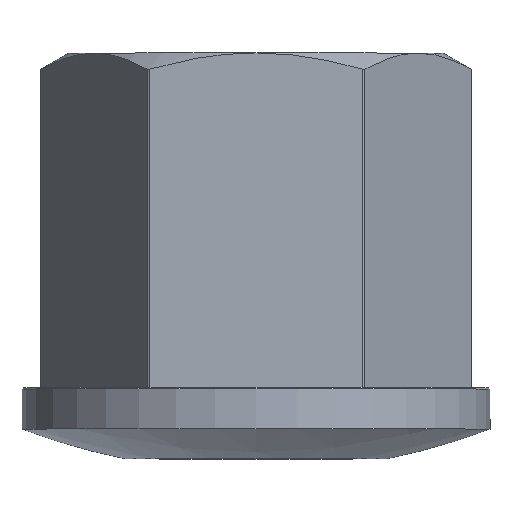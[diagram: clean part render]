
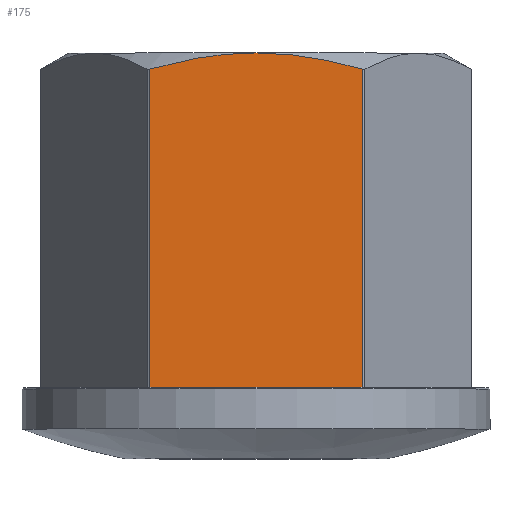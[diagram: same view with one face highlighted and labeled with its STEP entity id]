
A CAD part, top view. The second image highlights one B-rep face of the part: STEP entity #175.
In plain terms, the highlighted planar face has unit normal (0, 0, 1).
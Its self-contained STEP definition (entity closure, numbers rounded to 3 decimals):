
#84 = ORIENTED_EDGE ( 'NONE', *, *, #196, .F. ) ;
#87 = EDGE_CURVE ( 'NONE', #128, #183, #483, .T. ) ;
#92 = ORIENTED_EDGE ( 'NONE', *, *, #277, .F. ) ;
#117 = ORIENTED_EDGE ( 'NONE', *, *, #151, .F. ) ;
#128 = VERTEX_POINT ( 'NONE', #1106 ) ;
#148 = VERTEX_POINT ( 'NONE', #1060 ) ;
#151 = EDGE_CURVE ( 'NONE', #166, #148, #1133, .T. ) ;
#166 = VERTEX_POINT ( 'NONE', #1134 ) ;
#171 = EDGE_LOOP ( 'NONE', ( #92, #174, #84, #117, #237 ) ) ;
#174 = ORIENTED_EDGE ( 'NONE', *, *, #87, .T. ) ;
#175 = ADVANCED_FACE ( 'NONE', ( #984 ), #1046, .T. ) ;
#183 = VERTEX_POINT ( 'NONE', #986 ) ;
#196 = EDGE_CURVE ( 'NONE', #148, #183, #1165, .T. ) ;
#237 = ORIENTED_EDGE ( 'NONE', *, *, #238, .F. ) ;
#238 = EDGE_CURVE ( 'NONE', #250, #166, #659, .T. ) ;
#250 = VERTEX_POINT ( 'NONE', #669 ) ;
#277 = EDGE_CURVE ( 'NONE', #128, #250, #605, .T. ) ;
#480 = DIRECTION ( 'NONE',  ( 1., 0., 0. ) ) ;
#481 = VECTOR ( 'NONE', #480, 1000. ) ;
#482 = CARTESIAN_POINT ( 'NONE',  ( -10.392, 6.853, 18. ) ) ;
#483 = LINE ( 'NONE', #482, #481 ) ;
#577 = DIRECTION ( 'NONE',  ( 0., 1., 0. ) ) ;
#578 = VECTOR ( 'NONE', #577, 1000. ) ;
#579 = CARTESIAN_POINT ( 'NONE',  ( -10.222, 0., 18. ) ) ;
#605 = LINE ( 'NONE', #579, #578 ) ;
#652 = CARTESIAN_POINT ( 'NONE',  ( -3.442, 38.854, 18. ) ) ;
#653 = CARTESIAN_POINT ( 'NONE',  ( -6.002, 38.448, 18. ) ) ;
#654 = CARTESIAN_POINT ( 'NONE',  ( -6.853, 38.282, 18. ) ) ;
#655 = CARTESIAN_POINT ( 'NONE',  ( -8.55, 37.896, 18. ) ) ;
#656 = CARTESIAN_POINT ( 'NONE',  ( -9.39, 37.678, 18. ) ) ;
#657 = CARTESIAN_POINT ( 'NONE',  ( -10.222, 37.441, 18. ) ) ;
#659 = B_SPLINE_CURVE_WITH_KNOTS ( 'NONE', 3,
 ( #657, #656, #655, #654, #653, #652, #703, #702 ),
 .UNSPECIFIED., .F., .F.,
 ( 4, 2, 2, 4 ),
 ( 0.019, 0.021, 0.024, 0.029 ),
 .UNSPECIFIED. ) ;
#669 = CARTESIAN_POINT ( 'NONE',  ( -10.222, 37.441, 18. ) ) ;
#702 = CARTESIAN_POINT ( 'NONE',  ( 0., 39., 18. ) ) ;
#703 = CARTESIAN_POINT ( 'NONE',  ( -1.727, 39., 18. ) ) ;
#973 = AXIS2_PLACEMENT_3D ( 'NONE', #1026, #1025, #1024 ) ;
#984 = FACE_OUTER_BOUND ( 'NONE', #171, .T. ) ;
#986 = CARTESIAN_POINT ( 'NONE',  ( 10.222, 6.853, 18. ) ) ;
#1024 = DIRECTION ( 'NONE',  ( 1., 0., 0. ) ) ;
#1025 = DIRECTION ( 'NONE',  ( 0., 0., 1. ) ) ;
#1026 = CARTESIAN_POINT ( 'NONE',  ( -10.392, 0., 18. ) ) ;
#1046 = PLANE ( 'NONE',  #973 ) ;
#1060 = CARTESIAN_POINT ( 'NONE',  ( 10.222, 37.441, 18. ) ) ;
#1106 = CARTESIAN_POINT ( 'NONE',  ( -10.222, 6.853, 18. ) ) ;
#1122 = CARTESIAN_POINT ( 'NONE',  ( 10.222, 37.441, 18. ) ) ;
#1123 = CARTESIAN_POINT ( 'NONE',  ( 8.569, 37.913, 18. ) ) ;
#1124 = CARTESIAN_POINT ( 'NONE',  ( 6.893, 38.304, 18. ) ) ;
#1125 = CARTESIAN_POINT ( 'NONE',  ( 4.332, 38.714, 18. ) ) ;
#1126 = CARTESIAN_POINT ( 'NONE',  ( 3.468, 38.82, 18. ) ) ;
#1127 = CARTESIAN_POINT ( 'NONE',  ( 1.73, 38.964, 18. ) ) ;
#1128 = CARTESIAN_POINT ( 'NONE',  ( 0.864, 39., 18. ) ) ;
#1129 = CARTESIAN_POINT ( 'NONE',  ( 0., 39., 18. ) ) ;
#1133 = B_SPLINE_CURVE_WITH_KNOTS ( 'NONE', 3,
 ( #1129, #1128, #1127, #1126, #1125, #1124, #1123, #1122 ),
 .UNSPECIFIED., .F., .F.,
 ( 4, 2, 2, 4 ),
 ( 0.029, 0.032, 0.034, 0.039 ),
 .UNSPECIFIED. ) ;
#1134 = CARTESIAN_POINT ( 'NONE',  ( 0., 39., 18. ) ) ;
#1162 = DIRECTION ( 'NONE',  ( 0., -1., 0. ) ) ;
#1163 = VECTOR ( 'NONE', #1162, 1000. ) ;
#1164 = CARTESIAN_POINT ( 'NONE',  ( 10.222, 0., 18. ) ) ;
#1165 = LINE ( 'NONE', #1164, #1163 ) ;
